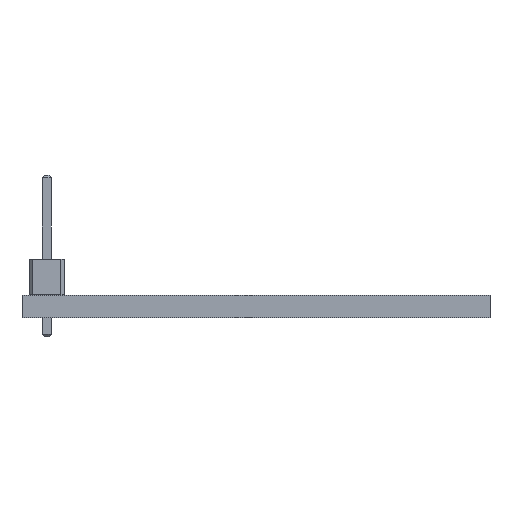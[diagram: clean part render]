
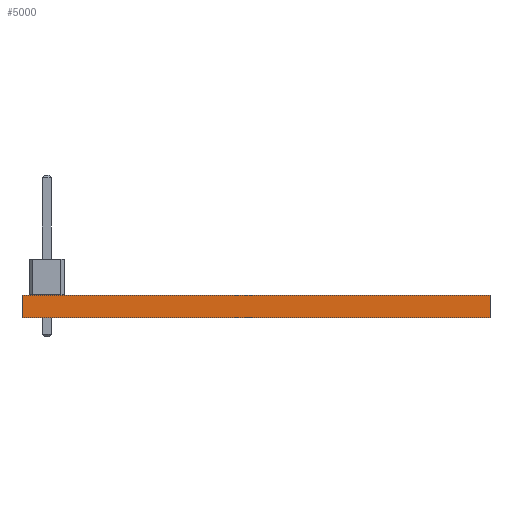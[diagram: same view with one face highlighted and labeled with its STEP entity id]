
A CAD part, front view. The second image highlights one B-rep face of the part: STEP entity #5000.
In plain terms, the highlighted planar face has unit normal (0, -1, 0).
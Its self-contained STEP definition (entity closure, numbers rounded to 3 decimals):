
#4884 = EDGE_CURVE('',#4885,#4887,#4889,.T.);
#4885 = VERTEX_POINT('',#4886);
#4886 = CARTESIAN_POINT('',(82.423,-107.188,0.));
#4887 = VERTEX_POINT('',#4888);
#4888 = CARTESIAN_POINT('',(82.423,-107.188,1.6));
#4889 = SURFACE_CURVE('',#4890,(#4894,#4906),.PCURVE_S1.);
#4890 = LINE('',#4891,#4892);
#4891 = CARTESIAN_POINT('',(82.423,-107.188,0.));
#4892 = VECTOR('',#4893,1.);
#4893 = DIRECTION('',(0.,0.,1.));
#4894 = PCURVE('',#4895,#4900);
#4895 = PLANE('',#4896);
#4896 = AXIS2_PLACEMENT_3D('',#4897,#4898,#4899);
#4897 = CARTESIAN_POINT('',(82.423,-107.188,0.));
#4898 = DIRECTION('',(-1.,0.,0.));
#4899 = DIRECTION('',(0.,1.,0.));
#4900 = DEFINITIONAL_REPRESENTATION('',(#4901),#4905);
#4901 = LINE('',#4902,#4903);
#4902 = CARTESIAN_POINT('',(0.,0.));
#4903 = VECTOR('',#4904,1.);
#4904 = DIRECTION('',(0.,-1.));
#4905 = ( GEOMETRIC_REPRESENTATION_CONTEXT(2) 
PARAMETRIC_REPRESENTATION_CONTEXT() REPRESENTATION_CONTEXT('2D SPACE',''
  ) );
#4906 = PCURVE('',#4907,#4912);
#4907 = PLANE('',#4908);
#4908 = AXIS2_PLACEMENT_3D('',#4909,#4910,#4911);
#4909 = CARTESIAN_POINT('',(115.951,-107.188,0.));
#4910 = DIRECTION('',(0.,-1.,0.));
#4911 = DIRECTION('',(-1.,0.,0.));
#4912 = DEFINITIONAL_REPRESENTATION('',(#4913),#4917);
#4913 = LINE('',#4914,#4915);
#4914 = CARTESIAN_POINT('',(33.528,0.));
#4915 = VECTOR('',#4916,1.);
#4916 = DIRECTION('',(0.,-1.));
#4917 = ( GEOMETRIC_REPRESENTATION_CONTEXT(2) 
PARAMETRIC_REPRESENTATION_CONTEXT() REPRESENTATION_CONTEXT('2D SPACE',''
  ) );
#4935 = PLANE('',#4936);
#4936 = AXIS2_PLACEMENT_3D('',#4937,#4938,#4939);
#4937 = CARTESIAN_POINT('',(99.187,-73.343,1.6));
#4938 = DIRECTION('',(-0.,-0.,-1.));
#4939 = DIRECTION('',(-1.,0.,0.));
#4989 = PLANE('',#4990);
#4990 = AXIS2_PLACEMENT_3D('',#4991,#4992,#4993);
#4991 = CARTESIAN_POINT('',(99.187,-73.343,0.));
#4992 = DIRECTION('',(-0.,-0.,-1.));
#4993 = DIRECTION('',(-1.,0.,0.));
#5000 = ADVANCED_FACE('',(#5001),#4907,.T.);
#5001 = FACE_BOUND('',#5002,.T.);
#5002 = EDGE_LOOP('',(#5003,#5033,#5054,#5055));
#5003 = ORIENTED_EDGE('',*,*,#5004,.T.);
#5004 = EDGE_CURVE('',#5005,#5007,#5009,.T.);
#5005 = VERTEX_POINT('',#5006);
#5006 = CARTESIAN_POINT('',(115.951,-107.188,0.));
#5007 = VERTEX_POINT('',#5008);
#5008 = CARTESIAN_POINT('',(115.951,-107.188,1.6));
#5009 = SURFACE_CURVE('',#5010,(#5014,#5021),.PCURVE_S1.);
#5010 = LINE('',#5011,#5012);
#5011 = CARTESIAN_POINT('',(115.951,-107.188,0.));
#5012 = VECTOR('',#5013,1.);
#5013 = DIRECTION('',(0.,0.,1.));
#5014 = PCURVE('',#4907,#5015);
#5015 = DEFINITIONAL_REPRESENTATION('',(#5016),#5020);
#5016 = LINE('',#5017,#5018);
#5017 = CARTESIAN_POINT('',(0.,-0.));
#5018 = VECTOR('',#5019,1.);
#5019 = DIRECTION('',(0.,-1.));
#5020 = ( GEOMETRIC_REPRESENTATION_CONTEXT(2) 
PARAMETRIC_REPRESENTATION_CONTEXT() REPRESENTATION_CONTEXT('2D SPACE',''
  ) );
#5021 = PCURVE('',#5022,#5027);
#5022 = PLANE('',#5023);
#5023 = AXIS2_PLACEMENT_3D('',#5024,#5025,#5026);
#5024 = CARTESIAN_POINT('',(115.951,-39.497,0.));
#5025 = DIRECTION('',(1.,0.,-0.));
#5026 = DIRECTION('',(0.,-1.,0.));
#5027 = DEFINITIONAL_REPRESENTATION('',(#5028),#5032);
#5028 = LINE('',#5029,#5030);
#5029 = CARTESIAN_POINT('',(67.691,0.));
#5030 = VECTOR('',#5031,1.);
#5031 = DIRECTION('',(0.,-1.));
#5032 = ( GEOMETRIC_REPRESENTATION_CONTEXT(2) 
PARAMETRIC_REPRESENTATION_CONTEXT() REPRESENTATION_CONTEXT('2D SPACE',''
  ) );
#5033 = ORIENTED_EDGE('',*,*,#5034,.T.);
#5034 = EDGE_CURVE('',#5007,#4887,#5035,.T.);
#5035 = SURFACE_CURVE('',#5036,(#5040,#5047),.PCURVE_S1.);
#5036 = LINE('',#5037,#5038);
#5037 = CARTESIAN_POINT('',(115.951,-107.188,1.6));
#5038 = VECTOR('',#5039,1.);
#5039 = DIRECTION('',(-1.,0.,0.));
#5040 = PCURVE('',#4907,#5041);
#5041 = DEFINITIONAL_REPRESENTATION('',(#5042),#5046);
#5042 = LINE('',#5043,#5044);
#5043 = CARTESIAN_POINT('',(0.,-1.6));
#5044 = VECTOR('',#5045,1.);
#5045 = DIRECTION('',(1.,0.));
#5046 = ( GEOMETRIC_REPRESENTATION_CONTEXT(2) 
PARAMETRIC_REPRESENTATION_CONTEXT() REPRESENTATION_CONTEXT('2D SPACE',''
  ) );
#5047 = PCURVE('',#4935,#5048);
#5048 = DEFINITIONAL_REPRESENTATION('',(#5049),#5053);
#5049 = LINE('',#5050,#5051);
#5050 = CARTESIAN_POINT('',(-16.764,-33.846));
#5051 = VECTOR('',#5052,1.);
#5052 = DIRECTION('',(1.,0.));
#5053 = ( GEOMETRIC_REPRESENTATION_CONTEXT(2) 
PARAMETRIC_REPRESENTATION_CONTEXT() REPRESENTATION_CONTEXT('2D SPACE',''
  ) );
#5054 = ORIENTED_EDGE('',*,*,#4884,.F.);
#5055 = ORIENTED_EDGE('',*,*,#5056,.F.);
#5056 = EDGE_CURVE('',#5005,#4885,#5057,.T.);
#5057 = SURFACE_CURVE('',#5058,(#5062,#5069),.PCURVE_S1.);
#5058 = LINE('',#5059,#5060);
#5059 = CARTESIAN_POINT('',(115.951,-107.188,0.));
#5060 = VECTOR('',#5061,1.);
#5061 = DIRECTION('',(-1.,0.,0.));
#5062 = PCURVE('',#4907,#5063);
#5063 = DEFINITIONAL_REPRESENTATION('',(#5064),#5068);
#5064 = LINE('',#5065,#5066);
#5065 = CARTESIAN_POINT('',(0.,-0.));
#5066 = VECTOR('',#5067,1.);
#5067 = DIRECTION('',(1.,0.));
#5068 = ( GEOMETRIC_REPRESENTATION_CONTEXT(2) 
PARAMETRIC_REPRESENTATION_CONTEXT() REPRESENTATION_CONTEXT('2D SPACE',''
  ) );
#5069 = PCURVE('',#4989,#5070);
#5070 = DEFINITIONAL_REPRESENTATION('',(#5071),#5075);
#5071 = LINE('',#5072,#5073);
#5072 = CARTESIAN_POINT('',(-16.764,-33.846));
#5073 = VECTOR('',#5074,1.);
#5074 = DIRECTION('',(1.,0.));
#5075 = ( GEOMETRIC_REPRESENTATION_CONTEXT(2) 
PARAMETRIC_REPRESENTATION_CONTEXT() REPRESENTATION_CONTEXT('2D SPACE',''
  ) );
